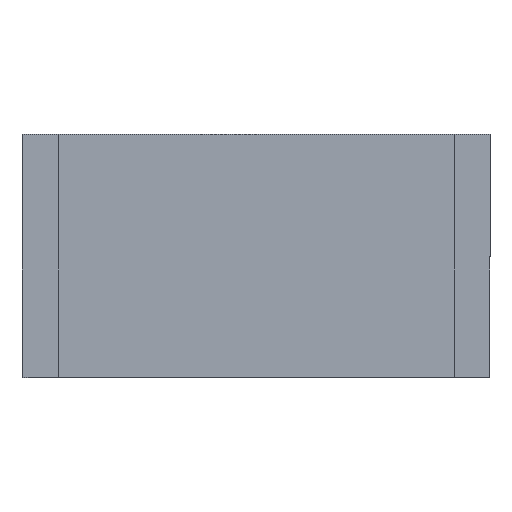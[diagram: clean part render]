
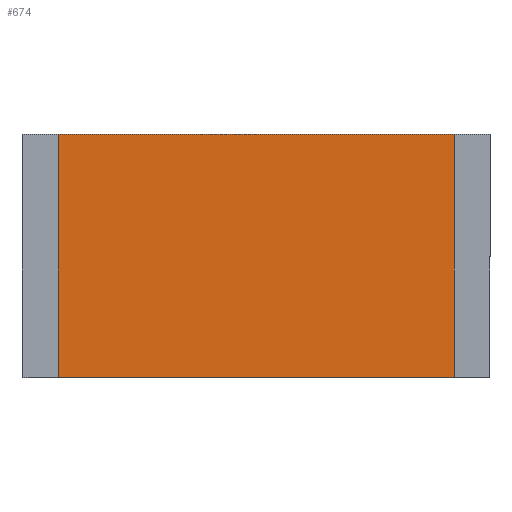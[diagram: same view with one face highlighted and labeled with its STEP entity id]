
A CAD part, top view. The second image highlights one B-rep face of the part: STEP entity #674.
In plain terms, the highlighted planar face has unit normal (0, 0, 1).
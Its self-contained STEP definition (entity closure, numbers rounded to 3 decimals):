
#545 = VERTEX_POINT('',#546);
#546 = CARTESIAN_POINT('',(0.,0.,0.07));
#561 = VERTEX_POINT('',#562);
#562 = CARTESIAN_POINT('',(0.,2.7,0.07));
#568 = EDGE_CURVE('',#545,#561,#569,.T.);
#569 = LINE('',#570,#571);
#570 = CARTESIAN_POINT('',(0.,0.,0.07));
#571 = VECTOR('',#572,1.);
#572 = DIRECTION('',(0.,1.,0.));
#585 = VERTEX_POINT('',#586);
#586 = CARTESIAN_POINT('',(4.4,0.,0.07));
#601 = VERTEX_POINT('',#602);
#602 = CARTESIAN_POINT('',(4.4,2.7,0.07));
#608 = EDGE_CURVE('',#585,#601,#609,.T.);
#609 = LINE('',#610,#611);
#610 = CARTESIAN_POINT('',(4.4,0.,0.07));
#611 = VECTOR('',#612,1.);
#612 = DIRECTION('',(0.,1.,0.));
#629 = EDGE_CURVE('',#545,#585,#630,.T.);
#630 = LINE('',#631,#632);
#631 = CARTESIAN_POINT('',(0.,0.,0.07));
#632 = VECTOR('',#633,1.);
#633 = DIRECTION('',(1.,0.,0.));
#651 = EDGE_CURVE('',#561,#601,#652,.T.);
#652 = LINE('',#653,#654);
#653 = CARTESIAN_POINT('',(0.,2.7,0.07));
#654 = VECTOR('',#655,1.);
#655 = DIRECTION('',(1.,0.,0.));
#674 = ADVANCED_FACE('',(#675),#681,.T.);
#675 = FACE_BOUND('',#676,.T.);
#676 = EDGE_LOOP('',(#677,#678,#679,#680));
#677 = ORIENTED_EDGE('',*,*,#568,.F.);
#678 = ORIENTED_EDGE('',*,*,#629,.T.);
#679 = ORIENTED_EDGE('',*,*,#608,.T.);
#680 = ORIENTED_EDGE('',*,*,#651,.F.);
#681 = PLANE('',#682);
#682 = AXIS2_PLACEMENT_3D('',#683,#684,#685);
#683 = CARTESIAN_POINT('',(0.,0.,0.07));
#684 = DIRECTION('',(0.,0.,1.));
#685 = DIRECTION('',(1.,0.,0.));
